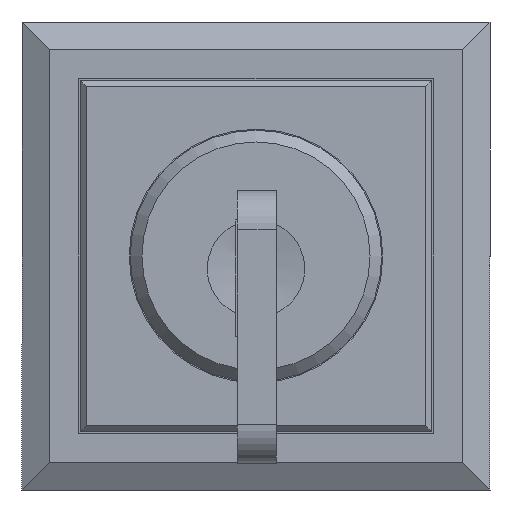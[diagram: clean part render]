
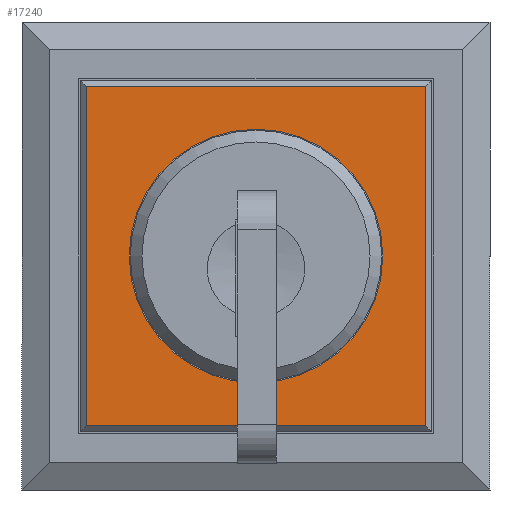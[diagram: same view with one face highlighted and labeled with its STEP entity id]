
A CAD part, front view. The second image highlights one B-rep face of the part: STEP entity #17240.
In plain terms, the highlighted face is planar.
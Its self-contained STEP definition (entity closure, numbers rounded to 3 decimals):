
#618=CIRCLE('',#18407,6.5);
#1521=ORIENTED_EDGE('',*,*,#6478,.T.);
#1522=ORIENTED_EDGE('',*,*,#6479,.T.);
#1523=ORIENTED_EDGE('',*,*,#6480,.T.);
#1524=ORIENTED_EDGE('',*,*,#6481,.T.);
#1525=ORIENTED_EDGE('',*,*,#6482,.F.);
#6478=EDGE_CURVE('',#8988,#8989,#10704,.T.);
#6479=EDGE_CURVE('',#8989,#8990,#10705,.T.);
#6480=EDGE_CURVE('',#8990,#8991,#10706,.T.);
#6481=EDGE_CURVE('',#8991,#8988,#10707,.T.);
#6482=EDGE_CURVE('',#8992,#8992,#618,.T.);
#8988=VERTEX_POINT('',#25316);
#8989=VERTEX_POINT('',#25317);
#8990=VERTEX_POINT('',#25319);
#8991=VERTEX_POINT('',#25321);
#8992=VERTEX_POINT('',#25324);
#10704=LINE('',#25315,#12648);
#10705=LINE('',#25318,#12649);
#10706=LINE('',#25320,#12650);
#10707=LINE('',#25322,#12651);
#12648=VECTOR('',#20244,1000.);
#12649=VECTOR('',#20245,1000.);
#12650=VECTOR('',#20246,1000.);
#12651=VECTOR('',#20247,1000.);
#14529=EDGE_LOOP('',(#1521,#1522,#1523,#1524));
#14530=EDGE_LOOP('',(#1525));
#15560=FACE_BOUND('',#14529,.T.);
#15561=FACE_BOUND('',#14530,.T.);
#16549=PLANE('',#18406);
#17240=ADVANCED_FACE('',(#15560,#15561),#16549,.F.);
#18406=AXIS2_PLACEMENT_3D('',#25314,#20242,#20243);
#18407=AXIS2_PLACEMENT_3D('',#25323,#20248,#20249);
#20242=DIRECTION('',(0.,0.,1.));
#20243=DIRECTION('',(1.,0.,0.));
#20244=DIRECTION('',(1.,0.,0.));
#20245=DIRECTION('',(0.,-1.,0.));
#20246=DIRECTION('',(-1.,0.,0.));
#20247=DIRECTION('',(0.,1.,0.));
#20248=DIRECTION('',(0.,0.,-1.));
#20249=DIRECTION('',(-1.,0.,0.));
#25314=CARTESIAN_POINT('',(-9.,-9.,-5.));
#25315=CARTESIAN_POINT('',(-9.,8.7,-5.));
#25316=CARTESIAN_POINT('',(-8.7,8.7,-5.));
#25317=CARTESIAN_POINT('',(8.7,8.7,-5.));
#25318=CARTESIAN_POINT('',(8.7,-9.,-5.));
#25319=CARTESIAN_POINT('',(8.7,-8.7,-5.));
#25320=CARTESIAN_POINT('',(-9.,-8.7,-5.));
#25321=CARTESIAN_POINT('',(-8.7,-8.7,-5.));
#25322=CARTESIAN_POINT('',(-8.7,-9.,-5.));
#25323=CARTESIAN_POINT('',(0.,0.,-5.));
#25324=CARTESIAN_POINT('',(-6.5,0.,-5.));
